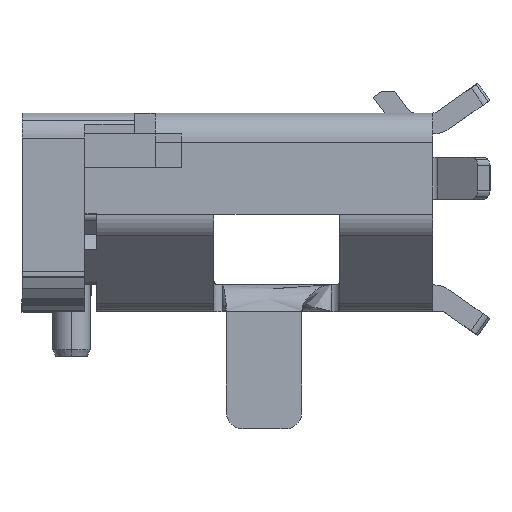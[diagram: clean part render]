
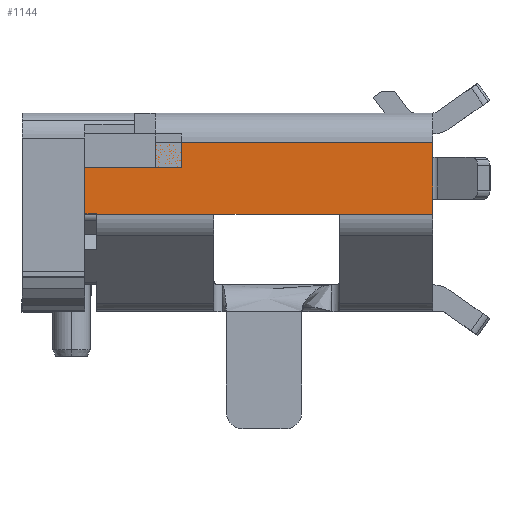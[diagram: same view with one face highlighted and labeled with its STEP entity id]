
A CAD part, left-side view. The second image highlights one B-rep face of the part: STEP entity #1144.
In plain terms, the highlighted face is planar.
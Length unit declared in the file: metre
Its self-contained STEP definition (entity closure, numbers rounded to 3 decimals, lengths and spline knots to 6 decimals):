
#1144=ADVANCED_FACE('15:358963',(#2461),#2462,.T.);
#2461=FACE_OUTER_BOUND('',#4301,.T.);
#2462=PLANE('',#4302);
#4301=EDGE_LOOP('',(#7575,#7576,#7577,#7578,#7579,#7580,#7581,#7582,#7583,#7584,#7585,#7586));
#4302=AXIS2_PLACEMENT_3D('',#7587,#7588,#7589);
#7575=ORIENTED_EDGE('',*,*,#10023,.T.);
#7576=ORIENTED_EDGE('',*,*,#11026,.F.);
#7577=ORIENTED_EDGE('',*,*,#11027,.T.);
#7578=ORIENTED_EDGE('',*,*,#10936,.T.);
#7579=ORIENTED_EDGE('',*,*,#10939,.T.);
#7580=ORIENTED_EDGE('',*,*,#11028,.T.);
#7581=ORIENTED_EDGE('',*,*,#10979,.F.);
#7582=ORIENTED_EDGE('',*,*,#11000,.T.);
#7583=ORIENTED_EDGE('',*,*,#11018,.F.);
#7584=ORIENTED_EDGE('',*,*,#11029,.F.);
#7585=ORIENTED_EDGE('',*,*,#11030,.F.);
#7586=ORIENTED_EDGE('',*,*,#10255,.F.);
#7587=CARTESIAN_POINT('',(0.0037,0.015603,-0.00312));
#7588=DIRECTION('',(1.0,0.,0.0));
#7589=DIRECTION('',(0.,0.,1.0));
#10023=EDGE_CURVE('15:359434',#12067,#12065,#12068,.T.);
#10255=EDGE_CURVE('15:360100',#12067,#12494,#12495,.T.);
#10936=EDGE_CURVE('15:361684',#13475,#13477,#13479,.F.);
#10939=EDGE_CURVE('15:361690',#13477,#13482,#13484,.F.);
#10979=EDGE_CURVE('15:361783',#13165,#13543,#13544,.F.);
#11000=EDGE_CURVE('15:361822',#13165,#13173,#13569,.T.);
#11018=EDGE_CURVE('15:361855',#13589,#13173,#13591,.F.);
#11026=EDGE_CURVE('15:361867',#13599,#12065,#13600,.T.);
#11027=EDGE_CURVE('15:361870',#13599,#13475,#13601,.F.);
#11028=EDGE_CURVE('15:361873',#13482,#13543,#13602,.T.);
#11029=EDGE_CURVE('15:361876',#13603,#13589,#13604,.T.);
#11030=EDGE_CURVE('15:361879',#12494,#13603,#13605,.T.);
#12065=VERTEX_POINT('',#14974);
#12067=VERTEX_POINT('',#14977);
#12068=LINE('',#14978,#14979);
#12494=VERTEX_POINT('',#15584);
#12495=LINE('',#15585,#15586);
#13165=VERTEX_POINT('',#16608);
#13173=VERTEX_POINT('',#16617);
#13475=VERTEX_POINT('',#17047);
#13477=VERTEX_POINT('',#17049);
#13479=LINE('',#17051,#17052);
#13482=VERTEX_POINT('',#17055);
#13484=LINE('',#17058,#17059);
#13543=VERTEX_POINT('',#17143);
#13544=LINE('',#17144,#17145);
#13569=LINE('',#17178,#17179);
#13589=VERTEX_POINT('',#17205);
#13591=LINE('',#17207,#17208);
#13599=VERTEX_POINT('',#17219);
#13600=LINE('',#17220,#17221);
#13601=LINE('',#17222,#17223);
#13602=LINE('',#17224,#17225);
#13603=VERTEX_POINT('',#17226);
#13604=LINE('',#17227,#17228);
#13605=LINE('',#17229,#17230);
#14974=CARTESIAN_POINT('',(0.0037,0.015743,-0.00227));
#14977=CARTESIAN_POINT('',(0.0037,0.015743,-0.00282));
#14978=CARTESIAN_POINT('',(0.0037,0.015743,-0.01849));
#14979=VECTOR('',#18939,1.0);
#15584=CARTESIAN_POINT('',(0.0037,0.014903,-0.00282));
#15585=CARTESIAN_POINT('',(0.0037,0.015603,-0.00282));
#15586=VECTOR('',#19233,1.0);
#16608=CARTESIAN_POINT('',(0.0037,0.011593,-0.002441));
#16617=CARTESIAN_POINT('',(0.0037,0.011593,-0.002941));
#17047=CARTESIAN_POINT('',(0.0037,0.015603,-0.002261));
#17049=CARTESIAN_POINT('',(0.0037,0.014203,-0.002261));
#17051=CARTESIAN_POINT('',(0.0037,0.015603,-0.002261));
#17052=VECTOR('',#19976,1.0);
#17055=CARTESIAN_POINT('',(0.0037,0.012703,-0.002261));
#17058=CARTESIAN_POINT('',(0.0037,0.015603,-0.002261));
#17059=VECTOR('',#19978,1.0);
#17143=CARTESIAN_POINT('',(0.0037,0.011593,-0.002261));
#17144=CARTESIAN_POINT('',(0.0037,0.011593,-0.00232));
#17145=VECTOR('',#20028,1.0);
#17178=CARTESIAN_POINT('',(0.0037,0.011593,-0.002441));
#17179=VECTOR('',#20049,1.0);
#17205=CARTESIAN_POINT('',(0.0037,0.011593,-0.00312));
#17207=CARTESIAN_POINT('',(0.0037,0.011593,-0.00232));
#17208=VECTOR('',#20068,1.0);
#17219=CARTESIAN_POINT('',(0.0037,0.015603,-0.00227));
#17220=CARTESIAN_POINT('',(0.0037,0.015603,-0.00227));
#17221=VECTOR('',#20072,1.0);
#17222=CARTESIAN_POINT('',(0.0037,0.015603,-0.00312));
#17223=VECTOR('',#20073,1.0);
#17224=CARTESIAN_POINT('',(0.0037,0.012703,-0.002261));
#17225=VECTOR('',#20074,1.0);
#17226=CARTESIAN_POINT('',(0.0037,0.014903,-0.00312));
#17227=CARTESIAN_POINT('',(0.0037,0.015603,-0.00312));
#17228=VECTOR('',#20075,1.0);
#17229=CARTESIAN_POINT('',(0.0037,0.014903,-0.00282));
#17230=VECTOR('',#20076,1.0);
#18939=DIRECTION('',(0.0,0.,1.0));
#19233=DIRECTION('',(0.,-1.0,0.));
#19976=DIRECTION('',(0.0,1.0,0.0));
#19978=DIRECTION('',(0.0,1.0,0.0));
#20028=DIRECTION('',(0.0,0.0,-1.0));
#20049=DIRECTION('',(0.,0.0,-1.0));
#20068=DIRECTION('',(0.0,0.0,-1.0));
#20072=DIRECTION('',(0.,1.0,0.));
#20073=DIRECTION('',(0.,0.0,-1.0));
#20074=DIRECTION('',(0.,-1.0,0.));
#20075=DIRECTION('',(0.0,-1.0,0.0));
#20076=DIRECTION('',(0.,0.0,-1.0));
